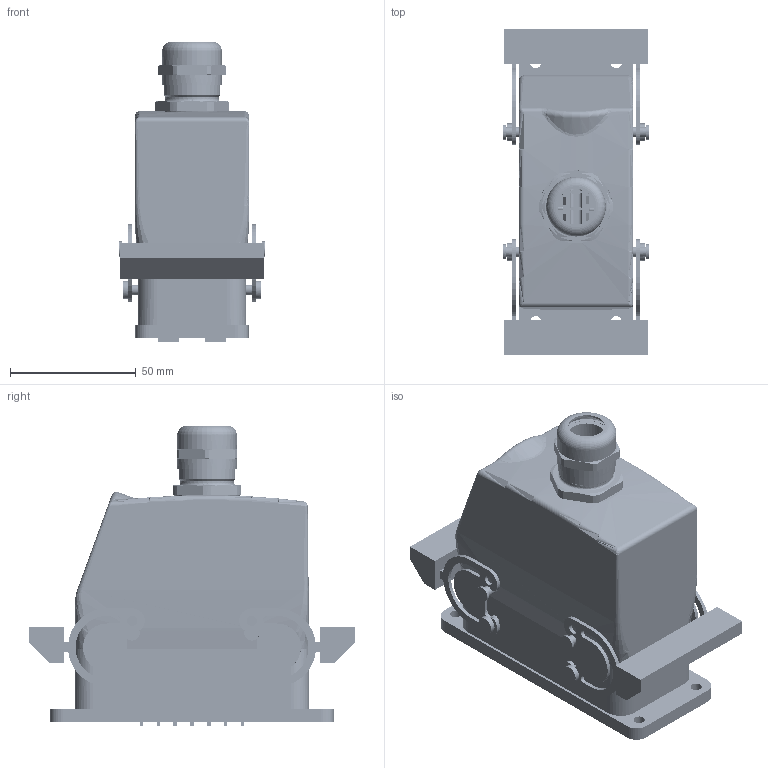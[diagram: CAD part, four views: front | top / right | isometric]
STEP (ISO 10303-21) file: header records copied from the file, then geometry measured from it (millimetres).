
FILE_DESCRIPTION(('CATIA V5 STEP Exchange','CAx-IF Rec.Pracs.--- Model Styling and Organization---1.4--- 2014-01-23'),'2;1');
FILE_NAME ('005101-2_2', '2019-10-29T14:35:36+00:00', ('none'), ('Weidmueller'), 'CATIA Version 5-6 Release 2016 SP3 HF44', 'CATIA V5 STEP AP214', 'none');
FILE_SCHEMA(('AUTOMOTIVE_DESIGN { 1 0 10303 214 1 1 1 1 }'));
Products named in the file (1): 1061770000 
Bounding box: 58 x 129.5 x 119.22 mm (x, y, z)
Volume: 204677.2 mm3; surface area: 169145.2 mm2
Topology: 1 solids, 37 shells, 10284 faces, 30566 edges, 20113 vertices
Faces by surface type: plane 6514, cylinder 2477, cone 700, torus 332, bspline 137, sphere 96, extrusion 20, revolution 8
Entity records: 346571 total; most frequent: CARTESIAN_POINT 91055, ORIENTED_EDGE 60840, DIRECTION 40444, EDGE_CURVE 30420, VECTOR 21293, LINE 21273, VERTEX_POINT 20113, AXIS2_PLACEMENT_3D 12393
